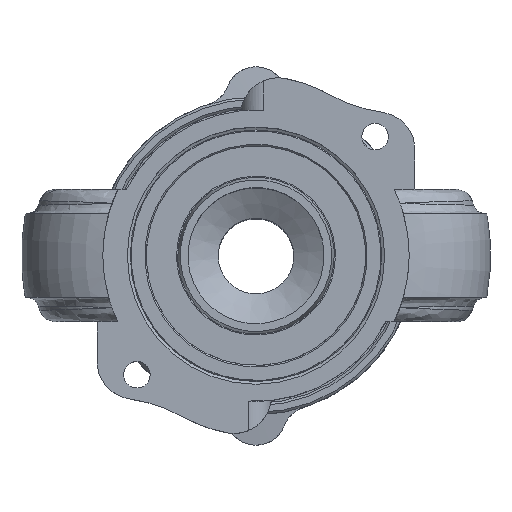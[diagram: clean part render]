
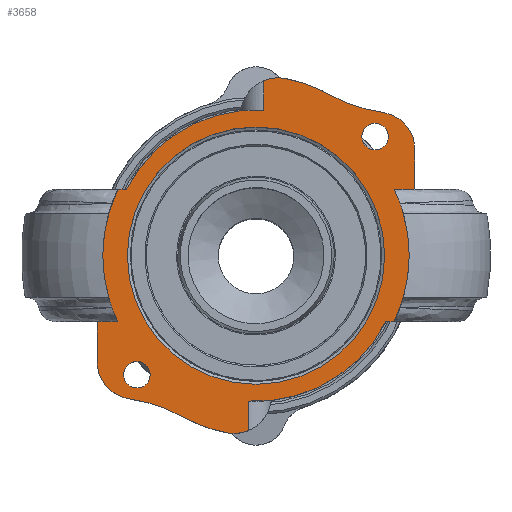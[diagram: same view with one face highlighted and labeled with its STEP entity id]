
A CAD part, top view. The second image highlights one B-rep face of the part: STEP entity #3658.
In plain terms, the highlighted planar face has unit normal (0, 0, 1).
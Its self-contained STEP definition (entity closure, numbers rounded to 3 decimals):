
#233=FACE_BOUND('',#555,.T.);
#234=FACE_BOUND('',#556,.T.);
#235=FACE_BOUND('',#557,.T.);
#267=PLANE('',#4082);
#351=FACE_OUTER_BOUND('',#554,.T.);
#554=EDGE_LOOP('',(#2374,#2375,#2376,#2377,#2378,#2379,#2380,#2381,#2382,
#2383,#2384,#2385,#2386,#2387,#2388,#2389,#2390,#2391,#2392,#2393,#2394,
#2395,#2396,#2397));
#555=EDGE_LOOP('',(#2398));
#556=EDGE_LOOP('',(#2399));
#557=EDGE_LOOP('',(#2400,#2401));
#790=LINE('',#5859,#949);
#791=LINE('',#5863,#950);
#792=LINE('',#5867,#951);
#793=LINE('',#5869,#952);
#794=LINE('',#5878,#953);
#795=LINE('',#5880,#954);
#796=LINE('',#5884,#955);
#797=LINE('',#5888,#956);
#798=LINE('',#5890,#957);
#799=LINE('',#5899,#958);
#949=VECTOR('',#4602,10.);
#950=VECTOR('',#4605,10.);
#951=VECTOR('',#4608,10.);
#952=VECTOR('',#4609,10.);
#953=VECTOR('',#4618,10.);
#954=VECTOR('',#4619,10.);
#955=VECTOR('',#4622,10.);
#956=VECTOR('',#4625,10.);
#957=VECTOR('',#4626,10.);
#958=VECTOR('',#4635,10.);
#1090=CIRCLE('',#4042,1.75);
#1092=CIRCLE('',#4045,1.75);
#1103=CIRCLE('',#4061,17.);
#1104=CIRCLE('',#4062,17.);
#1113=CIRCLE('',#4076,19.247);
#1118=CIRCLE('',#4083,19.247);
#1119=CIRCLE('',#4084,20.25);
#1120=CIRCLE('',#4085,22.);
#1121=CIRCLE('',#4086,5.);
#1122=CIRCLE('',#4087,20.);
#1123=CIRCLE('',#4088,20.);
#1124=CIRCLE('',#4089,5.);
#1125=CIRCLE('',#4090,20.25);
#1126=CIRCLE('',#4091,22.);
#1127=CIRCLE('',#4092,5.);
#1128=CIRCLE('',#4093,20.);
#1129=CIRCLE('',#4094,20.);
#1130=CIRCLE('',#4095,5.);
#1352=VERTEX_POINT('',#5563);
#1354=VERTEX_POINT('',#5569);
#1365=VERTEX_POINT('',#5600);
#1366=VERTEX_POINT('',#5601);
#1388=VERTEX_POINT('',#5723);
#1389=VERTEX_POINT('',#5725);
#1405=VERTEX_POINT('',#5855);
#1406=VERTEX_POINT('',#5856);
#1407=VERTEX_POINT('',#5858);
#1408=VERTEX_POINT('',#5860);
#1409=VERTEX_POINT('',#5862);
#1410=VERTEX_POINT('',#5864);
#1411=VERTEX_POINT('',#5866);
#1412=VERTEX_POINT('',#5868);
#1413=VERTEX_POINT('',#5870);
#1414=VERTEX_POINT('',#5872);
#1415=VERTEX_POINT('',#5874);
#1416=VERTEX_POINT('',#5876);
#1417=VERTEX_POINT('',#5879);
#1418=VERTEX_POINT('',#5881);
#1419=VERTEX_POINT('',#5883);
#1420=VERTEX_POINT('',#5885);
#1421=VERTEX_POINT('',#5887);
#1422=VERTEX_POINT('',#5889);
#1423=VERTEX_POINT('',#5891);
#1424=VERTEX_POINT('',#5893);
#1425=VERTEX_POINT('',#5895);
#1426=VERTEX_POINT('',#5897);
#1734=EDGE_CURVE('',#1352,#1352,#1090,.T.);
#1737=EDGE_CURVE('',#1354,#1354,#1092,.T.);
#1752=EDGE_CURVE('',#1365,#1366,#1103,.T.);
#1753=EDGE_CURVE('',#1366,#1365,#1104,.T.);
#1780=EDGE_CURVE('',#1388,#1389,#1113,.T.);
#1798=EDGE_CURVE('',#1405,#1406,#1118,.T.);
#1799=EDGE_CURVE('',#1407,#1405,#790,.T.);
#1800=EDGE_CURVE('',#1408,#1407,#1119,.T.);
#1801=EDGE_CURVE('',#1408,#1409,#791,.T.);
#1802=EDGE_CURVE('',#1410,#1409,#1120,.T.);
#1803=EDGE_CURVE('',#1410,#1411,#792,.T.);
#1804=EDGE_CURVE('',#1411,#1412,#793,.T.);
#1805=EDGE_CURVE('',#1412,#1413,#1121,.T.);
#1806=EDGE_CURVE('',#1413,#1414,#1122,.T.);
#1807=EDGE_CURVE('',#1414,#1415,#1123,.T.);
#1808=EDGE_CURVE('',#1415,#1416,#1124,.T.);
#1809=EDGE_CURVE('',#1389,#1416,#794,.T.);
#1810=EDGE_CURVE('',#1417,#1388,#795,.T.);
#1811=EDGE_CURVE('',#1418,#1417,#1125,.T.);
#1812=EDGE_CURVE('',#1418,#1419,#796,.T.);
#1813=EDGE_CURVE('',#1420,#1419,#1126,.T.);
#1814=EDGE_CURVE('',#1420,#1421,#797,.T.);
#1815=EDGE_CURVE('',#1421,#1422,#798,.T.);
#1816=EDGE_CURVE('',#1422,#1423,#1127,.T.);
#1817=EDGE_CURVE('',#1423,#1424,#1128,.T.);
#1818=EDGE_CURVE('',#1424,#1425,#1129,.T.);
#1819=EDGE_CURVE('',#1425,#1426,#1130,.T.);
#1820=EDGE_CURVE('',#1406,#1426,#799,.T.);
#2374=ORIENTED_EDGE('',*,*,#1798,.F.);
#2375=ORIENTED_EDGE('',*,*,#1799,.F.);
#2376=ORIENTED_EDGE('',*,*,#1800,.F.);
#2377=ORIENTED_EDGE('',*,*,#1801,.T.);
#2378=ORIENTED_EDGE('',*,*,#1802,.F.);
#2379=ORIENTED_EDGE('',*,*,#1803,.T.);
#2380=ORIENTED_EDGE('',*,*,#1804,.T.);
#2381=ORIENTED_EDGE('',*,*,#1805,.T.);
#2382=ORIENTED_EDGE('',*,*,#1806,.T.);
#2383=ORIENTED_EDGE('',*,*,#1807,.T.);
#2384=ORIENTED_EDGE('',*,*,#1808,.T.);
#2385=ORIENTED_EDGE('',*,*,#1809,.F.);
#2386=ORIENTED_EDGE('',*,*,#1780,.F.);
#2387=ORIENTED_EDGE('',*,*,#1810,.F.);
#2388=ORIENTED_EDGE('',*,*,#1811,.F.);
#2389=ORIENTED_EDGE('',*,*,#1812,.T.);
#2390=ORIENTED_EDGE('',*,*,#1813,.F.);
#2391=ORIENTED_EDGE('',*,*,#1814,.T.);
#2392=ORIENTED_EDGE('',*,*,#1815,.T.);
#2393=ORIENTED_EDGE('',*,*,#1816,.T.);
#2394=ORIENTED_EDGE('',*,*,#1817,.T.);
#2395=ORIENTED_EDGE('',*,*,#1818,.T.);
#2396=ORIENTED_EDGE('',*,*,#1819,.T.);
#2397=ORIENTED_EDGE('',*,*,#1820,.F.);
#2398=ORIENTED_EDGE('',*,*,#1734,.T.);
#2399=ORIENTED_EDGE('',*,*,#1737,.T.);
#2400=ORIENTED_EDGE('',*,*,#1752,.T.);
#2401=ORIENTED_EDGE('',*,*,#1753,.T.);
#3658=ADVANCED_FACE('',(#351,#233,#234,#235),#267,.F.);
#4042=AXIS2_PLACEMENT_3D('',#5564,#4500,#4501);
#4045=AXIS2_PLACEMENT_3D('',#5570,#4507,#4508);
#4061=AXIS2_PLACEMENT_3D('',#5602,#4543,#4544);
#4062=AXIS2_PLACEMENT_3D('',#5603,#4545,#4546);
#4076=AXIS2_PLACEMENT_3D('',#5726,#4583,#4584);
#4082=AXIS2_PLACEMENT_3D('',#5854,#4598,#4599);
#4083=AXIS2_PLACEMENT_3D('',#5857,#4600,#4601);
#4084=AXIS2_PLACEMENT_3D('',#5861,#4603,#4604);
#4085=AXIS2_PLACEMENT_3D('',#5865,#4606,#4607);
#4086=AXIS2_PLACEMENT_3D('',#5871,#4610,#4611);
#4087=AXIS2_PLACEMENT_3D('',#5873,#4612,#4613);
#4088=AXIS2_PLACEMENT_3D('',#5875,#4614,#4615);
#4089=AXIS2_PLACEMENT_3D('',#5877,#4616,#4617);
#4090=AXIS2_PLACEMENT_3D('',#5882,#4620,#4621);
#4091=AXIS2_PLACEMENT_3D('',#5886,#4623,#4624);
#4092=AXIS2_PLACEMENT_3D('',#5892,#4627,#4628);
#4093=AXIS2_PLACEMENT_3D('',#5894,#4629,#4630);
#4094=AXIS2_PLACEMENT_3D('',#5896,#4631,#4632);
#4095=AXIS2_PLACEMENT_3D('',#5898,#4633,#4634);
#4500=DIRECTION('center_axis',(0.,0.,-1.));
#4501=DIRECTION('ref_axis',(-1.,0.,0.));
#4507=DIRECTION('center_axis',(0.,0.,-1.));
#4508=DIRECTION('ref_axis',(-1.,0.,0.));
#4543=DIRECTION('center_axis',(0.,0.,-1.));
#4544=DIRECTION('ref_axis',(0.,-1.,0.));
#4545=DIRECTION('center_axis',(0.,0.,-1.));
#4546=DIRECTION('ref_axis',(0.,-1.,0.));
#4583=DIRECTION('center_axis',(0.,0.,-1.));
#4584=DIRECTION('ref_axis',(-1.,0.,0.));
#4598=DIRECTION('center_axis',(0.,0.,-1.));
#4599=DIRECTION('ref_axis',(-1.,0.,0.));
#4600=DIRECTION('center_axis',(0.,0.,-1.));
#4601=DIRECTION('ref_axis',(-1.,0.,0.));
#4602=DIRECTION('',(-1.,0.,0.));
#4603=DIRECTION('center_axis',(0.,0.,-1.));
#4604=DIRECTION('ref_axis',(-1.,0.,0.));
#4605=DIRECTION('',(1.,0.,0.));
#4606=DIRECTION('center_axis',(0.,0.,-1.));
#4607=DIRECTION('ref_axis',(0.988,0.152,0.));
#4608=DIRECTION('',(1.,0.,0.));
#4609=DIRECTION('',(0.,1.,0.));
#4610=DIRECTION('center_axis',(0.,0.,1.));
#4611=DIRECTION('ref_axis',(1.,0.,0.));
#4612=DIRECTION('center_axis',(0.,0.,-1.));
#4613=DIRECTION('ref_axis',(0.486,0.874,0.));
#4614=DIRECTION('center_axis',(0.,0.,1.));
#4615=DIRECTION('ref_axis',(-0.25,-0.968,0.));
#4616=DIRECTION('center_axis',(0.,0.,1.));
#4617=DIRECTION('ref_axis',(0.197,0.98,0.));
#4618=DIRECTION('',(0.,1.,0.));
#4619=DIRECTION('',(1.,0.,0.));
#4620=DIRECTION('center_axis',(0.,0.,-1.));
#4621=DIRECTION('ref_axis',(-1.,0.,0.));
#4622=DIRECTION('',(-1.,0.,0.));
#4623=DIRECTION('center_axis',(0.,0.,-1.));
#4624=DIRECTION('ref_axis',(-0.988,-0.152,0.));
#4625=DIRECTION('',(-1.,0.,0.));
#4626=DIRECTION('',(0.,-1.,0.));
#4627=DIRECTION('center_axis',(0.,0.,1.));
#4628=DIRECTION('ref_axis',(-1.,0.,0.));
#4629=DIRECTION('center_axis',(0.,0.,-1.));
#4630=DIRECTION('ref_axis',(-0.486,-0.874,0.));
#4631=DIRECTION('center_axis',(0.,0.,1.));
#4632=DIRECTION('ref_axis',(0.25,0.968,0.));
#4633=DIRECTION('center_axis',(0.,0.,1.));
#4634=DIRECTION('ref_axis',(-0.197,-0.98,0.));
#4635=DIRECTION('',(0.,-1.,0.));
#5563=CARTESIAN_POINT('',(17.483,15.733,-1.628));
#5564=CARTESIAN_POINT('Origin',(15.733,15.733,-1.628));
#5569=CARTESIAN_POINT('',(-13.983,-15.733,-1.628));
#5570=CARTESIAN_POINT('Origin',(-15.733,-15.733,-1.628));
#5600=CARTESIAN_POINT('',(0.,-17.,-1.628));
#5601=CARTESIAN_POINT('',(0.,17.,-1.628));
#5602=CARTESIAN_POINT('Origin',(0.,0.,-1.628));
#5603=CARTESIAN_POINT('Origin',(0.,0.,-1.628));
#5723=CARTESIAN_POINT('',(-17.143,8.75,-1.628));
#5725=CARTESIAN_POINT('',(1.,19.221,-1.628));
#5726=CARTESIAN_POINT('Origin',(0.,0.,-1.628));
#5854=CARTESIAN_POINT('Origin',(0.,0.,-1.628));
#5855=CARTESIAN_POINT('',(17.143,-8.75,-1.628));
#5856=CARTESIAN_POINT('',(-1.,-19.221,-1.628));
#5857=CARTESIAN_POINT('Origin',(0.,0.,-1.628));
#5858=CARTESIAN_POINT('',(18.262,-8.75,-1.628));
#5859=CARTESIAN_POINT('',(-18.846,-8.75,-1.628));
#5860=CARTESIAN_POINT('',(20.217,-1.15,-1.628));
#5861=CARTESIAN_POINT('Origin',(0.,0.,-1.628));
#5862=CARTESIAN_POINT('',(21.97,-1.15,-1.628));
#5863=CARTESIAN_POINT('',(0.,-1.15,-1.628));
#5864=CARTESIAN_POINT('',(20.185,8.75,-1.628));
#5865=CARTESIAN_POINT('Origin',(0.,0.,-1.628));
#5866=CARTESIAN_POINT('',(21.,8.75,-1.628));
#5867=CARTESIAN_POINT('',(-18.846,8.75,-1.628));
#5868=CARTESIAN_POINT('',(21.,13.984,-1.628));
#5869=CARTESIAN_POINT('',(21.,0.,-1.628));
#5870=CARTESIAN_POINT('',(16.691,18.936,-1.628));
#5871=CARTESIAN_POINT('Origin',(16.,13.984,-1.628));
#5872=CARTESIAN_POINT('',(9.728,21.27,-1.628));
#5873=CARTESIAN_POINT('Origin',(19.455,38.744,-1.628));
#5874=CARTESIAN_POINT('',(3.945,23.402,-1.628));
#5875=CARTESIAN_POINT('Origin',(0.,3.795,-1.628));
#5876=CARTESIAN_POINT('',(1.,23.1,-1.628));
#5877=CARTESIAN_POINT('Origin',(2.959,18.5,-1.628));
#5878=CARTESIAN_POINT('',(1.,30.5,-1.628));
#5879=CARTESIAN_POINT('',(-18.262,8.75,-1.628));
#5880=CARTESIAN_POINT('',(-18.846,8.75,-1.628));
#5881=CARTESIAN_POINT('',(-20.217,1.15,-1.628));
#5882=CARTESIAN_POINT('Origin',(0.,0.,-1.628));
#5883=CARTESIAN_POINT('',(-21.97,1.15,-1.628));
#5884=CARTESIAN_POINT('',(0.,1.15,-1.628));
#5885=CARTESIAN_POINT('',(-20.185,-8.75,-1.628));
#5886=CARTESIAN_POINT('Origin',(0.,0.,-1.628));
#5887=CARTESIAN_POINT('',(-21.,-8.75,-1.628));
#5888=CARTESIAN_POINT('',(-18.846,-8.75,-1.628));
#5889=CARTESIAN_POINT('',(-21.,-13.984,-1.628));
#5890=CARTESIAN_POINT('',(-21.,0.,-1.628));
#5891=CARTESIAN_POINT('',(-16.691,-18.936,-1.628));
#5892=CARTESIAN_POINT('Origin',(-16.,-13.984,-1.628));
#5893=CARTESIAN_POINT('',(-9.728,-21.27,-1.628));
#5894=CARTESIAN_POINT('Origin',(-19.455,-38.744,-1.628));
#5895=CARTESIAN_POINT('',(-3.945,-23.402,-1.628));
#5896=CARTESIAN_POINT('Origin',(0.,-3.795,
-1.628));
#5897=CARTESIAN_POINT('',(-1.,-23.1,-1.628));
#5898=CARTESIAN_POINT('Origin',(-2.959,-18.5,-1.628));
#5899=CARTESIAN_POINT('',(-1.,-47.25,-1.628));
